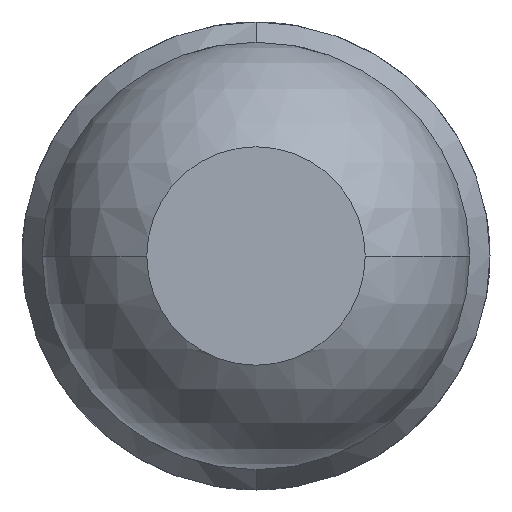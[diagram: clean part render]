
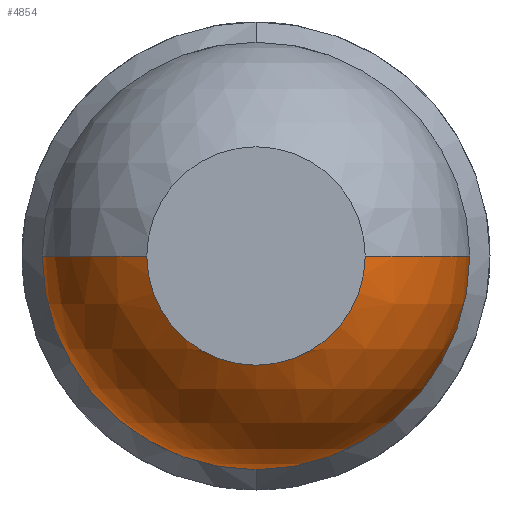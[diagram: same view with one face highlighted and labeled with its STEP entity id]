
A CAD part, front view. The second image highlights one B-rep face of the part: STEP entity #4854.
In plain terms, the highlighted spherical face has radius 0.685 mm.
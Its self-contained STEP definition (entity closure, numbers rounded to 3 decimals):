
#30 = CIRCLE ( 'NONE', #2754, 0.685 ) ;
#61 = VERTEX_POINT ( 'NONE', #4388 ) ;
#143 = DIRECTION ( 'NONE',  ( 0., 0., 1. ) ) ;
#156 = EDGE_CURVE ( 'NONE', #3053, #4460, #2752, .T. ) ;
#222 = DIRECTION ( 'NONE',  ( 0., 0., -1. ) ) ;
#267 = AXIS2_PLACEMENT_3D ( 'NONE', #3296, #1361, #4403 ) ;
#512 = DIRECTION ( 'NONE',  ( 0., 0., -1. ) ) ;
#543 = ORIENTED_EDGE ( 'NONE', *, *, #3893, .T. ) ;
#567 = ORIENTED_EDGE ( 'NONE', *, *, #3695, .F. ) ;
#704 = VERTEX_POINT ( 'NONE', #3580 ) ;
#884 = AXIS2_PLACEMENT_3D ( 'NONE', #2479, #3284, #4391 ) ;
#1086 = AXIS2_PLACEMENT_3D ( 'NONE', #1244, #143, #1676 ) ;
#1183 = CIRCLE ( 'NONE', #4564, 0.685 ) ;
#1240 = CARTESIAN_POINT ( 'NONE',  ( 0.35, -30., 0. ) ) ;
#1244 = CARTESIAN_POINT ( 'NONE',  ( 0., -29.411, 0. ) ) ;
#1361 = DIRECTION ( 'NONE',  ( 0., -1., 0. ) ) ;
#1612 = CARTESIAN_POINT ( 'NONE',  ( 0., -29.411, 0. ) ) ;
#1676 = DIRECTION ( 'NONE',  ( 1., 0., 0. ) ) ;
#2019 = CIRCLE ( 'NONE', #2784, 0.35 ) ;
#2028 = DIRECTION ( 'NONE',  ( 1., 0., 0. ) ) ;
#2096 = DIRECTION ( 'NONE',  ( 0., 0., -1. ) ) ;
#2121 = CARTESIAN_POINT ( 'NONE',  ( 0., -29.411, 0. ) ) ;
#2136 = VERTEX_POINT ( 'NONE', #3293 ) ;
#2383 = VERTEX_POINT ( 'NONE', #3074 ) ;
#2479 = CARTESIAN_POINT ( 'NONE',  ( 0., -29.411, 0. ) ) ;
#2699 = ORIENTED_EDGE ( 'NONE', *, *, #156, .F. ) ;
#2715 = CARTESIAN_POINT ( 'NONE',  ( 0.685, -29.411, 0. ) ) ;
#2752 = CIRCLE ( 'NONE', #1086, 0.685 ) ;
#2754 = AXIS2_PLACEMENT_3D ( 'NONE', #3482, #3381, #4197 ) ;
#2784 = AXIS2_PLACEMENT_3D ( 'NONE', #3223, #4327, #2096 ) ;
#2809 = CIRCLE ( 'NONE', #884, 0.685 ) ;
#2925 = EDGE_CURVE ( 'Defeature ausgef�hrt1_36+Defeature ausgef�hrt1_35+Defeature ausgef�hrt1_35+Defeature ausgef�hrt1_35', #4460, #704, #30, .T. ) ;
#3019 = AXIS2_PLACEMENT_3D ( 'NONE', #1612, #512, #2028 ) ;
#3053 = VERTEX_POINT ( 'NONE', #1240 ) ;
#3074 = CARTESIAN_POINT ( 'NONE',  ( 0., -30., -0.35 ) ) ;
#3223 = CARTESIAN_POINT ( 'NONE',  ( 0., -30., 0. ) ) ;
#3284 = DIRECTION ( 'NONE',  ( 0., 1., 0. ) ) ;
#3293 = CARTESIAN_POINT ( 'NONE',  ( -0.685, -29.411, 0. ) ) ;
#3296 = CARTESIAN_POINT ( 'NONE',  ( 0., -30., 0. ) ) ;
#3381 = DIRECTION ( 'NONE',  ( 0., 1., 0. ) ) ;
#3405 = ORIENTED_EDGE ( 'NONE', *, *, #2925, .F. ) ;
#3482 = CARTESIAN_POINT ( 'NONE',  ( 0., -29.411, 0. ) ) ;
#3580 = CARTESIAN_POINT ( 'NONE',  ( 0., -29.411, -0.685 ) ) ;
#3695 = EDGE_CURVE ( 'Defeature ausgef�hrt1_37+Defeature ausgef�hrt1_35+Defeature ausgef�hrt1_35+Defeature ausgef�hrt1_35', #2383, #3053, #2019, .T. ) ;
#3870 = EDGE_CURVE ( 'Defeature ausgef�hrt1_36+Defeature ausgef�hrt1_35+Defeature ausgef�hrt1_35+Defeature ausgef�hrt1_35', #704, #2136, #2809, .T. ) ;
#3893 = EDGE_CURVE ( 'NONE', #61, #2136, #1183, .T. ) ;
#3919 = SPHERICAL_SURFACE ( 'NONE', #3019, 0.685 ) ;
#3997 = DIRECTION ( 'NONE',  ( -1., 0., 0. ) ) ;
#4167 = CIRCLE ( 'NONE', #267, 0.35 ) ;
#4197 = DIRECTION ( 'NONE',  ( 0., 0., 1. ) ) ;
#4327 = DIRECTION ( 'NONE',  ( 0., -1., 0. ) ) ;
#4388 = CARTESIAN_POINT ( 'NONE',  ( -0.35, -30., 0. ) ) ;
#4391 = DIRECTION ( 'NONE',  ( 0., 0., 1. ) ) ;
#4403 = DIRECTION ( 'NONE',  ( 0., 0., -1. ) ) ;
#4460 = VERTEX_POINT ( 'NONE', #2715 ) ;
#4564 = AXIS2_PLACEMENT_3D ( 'NONE', #2121, #222, #3997 ) ;
#4608 = EDGE_LOOP ( 'NONE', ( #4722, #543, #4792, #3405, #2699, #567 ) ) ;
#4722 = ORIENTED_EDGE ( 'NONE', *, *, #4800, .F. ) ;
#4792 = ORIENTED_EDGE ( 'NONE', *, *, #3870, .F. ) ;
#4800 = EDGE_CURVE ( 'Defeature ausgef�hrt1_37+Defeature ausgef�hrt1_35+Defeature ausgef�hrt1_35+Defeature ausgef�hrt1_35', #61, #2383, #4167, .T. ) ;
#4835 = FACE_OUTER_BOUND ( 'NONE', #4608, .T. ) ;
#4854 = ADVANCED_FACE ( 'Defeature ausgef�hrt1_35', ( #4835 ), #3919, .T. ) ;
